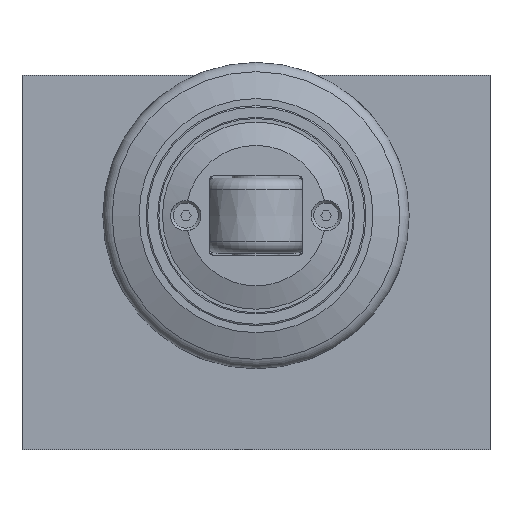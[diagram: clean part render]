
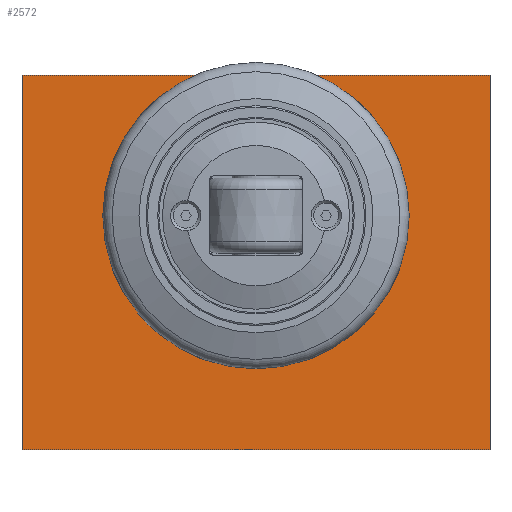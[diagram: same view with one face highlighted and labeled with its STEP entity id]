
A CAD part, front view. The second image highlights one B-rep face of the part: STEP entity #2572.
In plain terms, the highlighted planar face has unit normal (0, -1, 0).
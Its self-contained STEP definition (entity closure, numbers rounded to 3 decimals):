
#91=FACE_BOUND('',#459,.T.);
#158=PLANE('',#2856);
#289=FACE_OUTER_BOUND('',#458,.T.);
#458=EDGE_LOOP('',(#2218,#2219,#2220,#2221));
#459=EDGE_LOOP('',(#2222));
#601=LINE('',#4892,#759);
#606=LINE('',#4906,#764);
#624=LINE('',#4972,#782);
#627=LINE('',#4976,#785);
#759=VECTOR('',#3421,10.);
#764=VECTOR('',#3432,10.);
#782=VECTOR('',#3490,10.);
#785=VECTOR('',#3495,10.);
#964=CIRCLE('',#2857,20.5);
#1187=VERTEX_POINT('',#4889);
#1188=VERTEX_POINT('',#4891);
#1194=VERTEX_POINT('',#4905);
#1222=VERTEX_POINT('',#4971);
#1231=VERTEX_POINT('',#5005);
#1524=EDGE_CURVE('',#1188,#1187,#601,.T.);
#1531=EDGE_CURVE('',#1194,#1188,#606,.T.);
#1564=EDGE_CURVE('',#1194,#1222,#624,.T.);
#1567=EDGE_CURVE('',#1222,#1187,#627,.T.);
#1581=EDGE_CURVE('',#1231,#1231,#964,.T.);
#2218=ORIENTED_EDGE('',*,*,#1524,.T.);
#2219=ORIENTED_EDGE('',*,*,#1567,.F.);
#2220=ORIENTED_EDGE('',*,*,#1564,.F.);
#2221=ORIENTED_EDGE('',*,*,#1531,.T.);
#2222=ORIENTED_EDGE('',*,*,#1581,.T.);
#2572=ADVANCED_FACE('',(#289,#91),#158,.T.);
#2856=AXIS2_PLACEMENT_3D('',#5004,#3521,#3522);
#2857=AXIS2_PLACEMENT_3D('',#5006,#3523,#3524);
#3421=DIRECTION('',(0.,0.,1.));
#3432=DIRECTION('',(1.,0.,0.));
#3490=DIRECTION('',(0.,0.,1.));
#3495=DIRECTION('',(1.,0.,0.));
#3521=DIRECTION('center_axis',(0.,-1.,0.));
#3522=DIRECTION('ref_axis',(0.,0.,-1.));
#3523=DIRECTION('center_axis',(0.,1.,0.));
#3524=DIRECTION('ref_axis',(-1.,0.,0.));
#4889=CARTESIAN_POINT('',(100.,0.,80.));
#4891=CARTESIAN_POINT('',(100.,0.,0.));
#4892=CARTESIAN_POINT('',(100.,0.,0.));
#4905=CARTESIAN_POINT('',(0.,0.,0.));
#4906=CARTESIAN_POINT('',(0.,0.,0.));
#4971=CARTESIAN_POINT('',(0.,0.,80.));
#4972=CARTESIAN_POINT('',(0.,0.,0.));
#4976=CARTESIAN_POINT('',(0.,0.,80.));
#5004=CARTESIAN_POINT('Origin',(0.,0.,0.));
#5005=CARTESIAN_POINT('',(70.5,0.,50.));
#5006=CARTESIAN_POINT('Origin',(50.,0.,50.));
